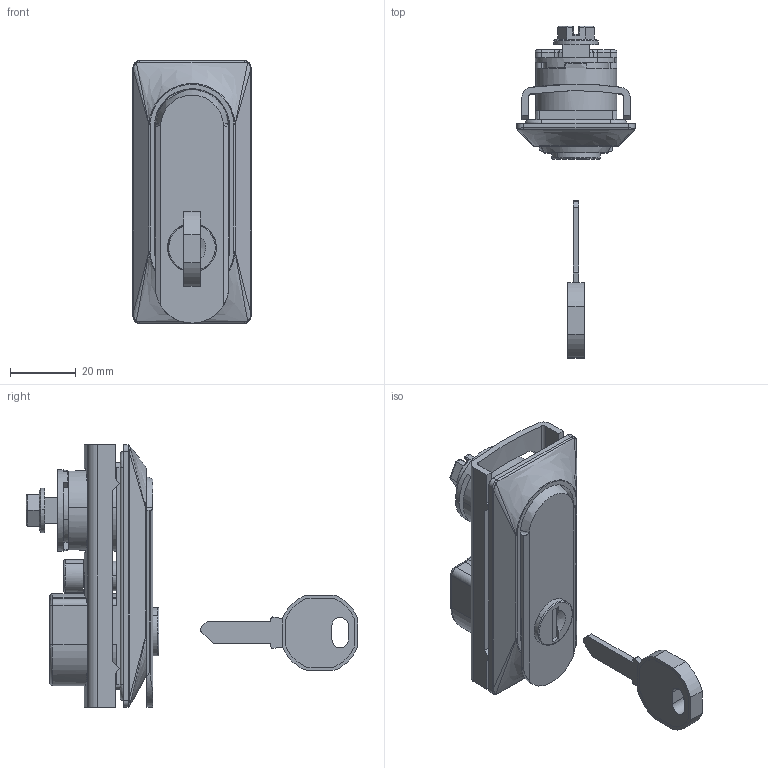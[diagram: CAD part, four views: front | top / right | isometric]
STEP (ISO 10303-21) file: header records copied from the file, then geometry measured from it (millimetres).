
FILE_DESCRIPTION((''),'2;1');
FILE_NAME('','2006-10-27T18:59:53',(''),(''),'','CADfix','');
FILE_SCHEMA(('AUTOMOTIVE_DESIGN'));
Length unit declared in the file: millimetre
Products named in the file (7): lock; screw; key; handle; bracket; body; TEA_1152_U2_14172_36
Assembly tree (6 placements, depth 2):
  TEA_1152_U2_14172_36
    lock
    screw
    key
    handle
    bracket
    body
Bounding box: 36 x 101.2 x 80 mm (x, y, z)
Volume: 42947.9 mm3; surface area: 30558 mm2
Topology: 6 solids, 6 shells, 407 faces, 1084 edges, 707 vertices
Faces by surface type: bspline 407
Entity records: 15852 total; most frequent: CARTESIAN_POINT 9565, ORIENTED_EDGE 2168, EDGE_CURVE 1084, VERTEX_POINT 707, QUASI_UNIFORM_CURVE 587, EDGE_LOOP 433, FACE_OUTER_BOUND 407, ADVANCED_FACE 407
